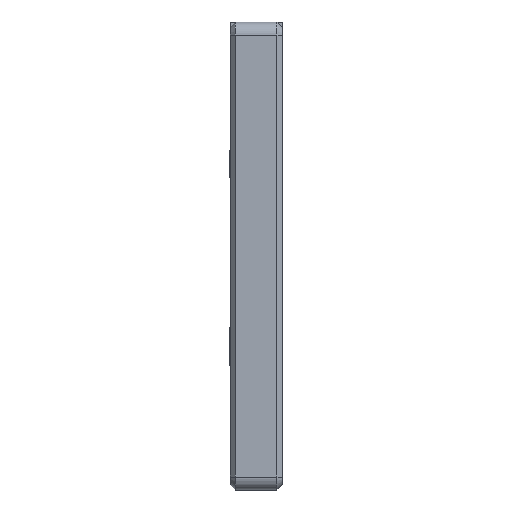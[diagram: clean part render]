
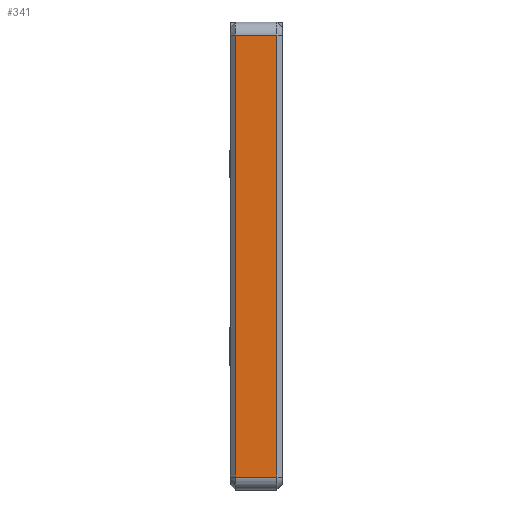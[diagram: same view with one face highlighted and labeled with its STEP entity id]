
A CAD part, left-side view. The second image highlights one B-rep face of the part: STEP entity #341.
In plain terms, the highlighted planar face has unit normal (-1, 0, 0).
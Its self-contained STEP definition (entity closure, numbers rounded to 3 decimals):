
#125 = VECTOR ( 'NONE', #5399, 1000. ) ;
#341 = ADVANCED_FACE ( 'NONE', ( #15571 ), #20039, .F. ) ;
#458 = ORIENTED_EDGE ( 'NONE', *, *, #756, .T. ) ;
#686 = CARTESIAN_POINT ( 'NONE',  ( -9., 2., 8.5 ) ) ;
#756 = EDGE_CURVE ( 'NONE', #12720, #9366, #17958, .T. ) ;
#875 = EDGE_CURVE ( 'NONE', #8266, #8060, #2618, .T. ) ;
#1097 = DIRECTION ( 'NONE',  ( 0., 0., 1. ) ) ;
#2443 = CARTESIAN_POINT ( 'NONE',  ( -9., 1.8, -8.5 ) ) ;
#2618 = LINE ( 'NONE', #19667, #10431 ) ;
#3951 = DIRECTION ( 'NONE',  ( 0., 0., -1. ) ) ;
#5103 = VECTOR ( 'NONE', #5579, 1000. ) ;
#5399 = DIRECTION ( 'NONE',  ( 0., -1., 0. ) ) ;
#5579 = DIRECTION ( 'NONE',  ( 0., 1., 0. ) ) ;
#8060 = VERTEX_POINT ( 'NONE', #16804 ) ;
#8266 = VERTEX_POINT ( 'NONE', #13039 ) ;
#9363 = ORIENTED_EDGE ( 'NONE', *, *, #13112, .T. ) ;
#9366 = VERTEX_POINT ( 'NONE', #2443 ) ;
#10431 = VECTOR ( 'NONE', #1097, 1000. ) ;
#10786 = DIRECTION ( 'NONE',  ( 1., 0., 0. ) ) ;
#11520 = LINE ( 'NONE', #686, #5103 ) ;
#12432 = CARTESIAN_POINT ( 'NONE',  ( -9., 1.8, 8.5 ) ) ;
#12720 = VERTEX_POINT ( 'NONE', #12432 ) ;
#13039 = CARTESIAN_POINT ( 'NONE',  ( -9., 0.2, -8.5 ) ) ;
#13098 = LINE ( 'NONE', #19285, #125 ) ;
#13112 = EDGE_CURVE ( 'NONE', #9366, #8266, #13098, .T. ) ;
#14576 = ORIENTED_EDGE ( 'NONE', *, *, #875, .T. ) ;
#14826 = CARTESIAN_POINT ( 'NONE',  ( -9., 1.8, -8.5 ) ) ;
#14931 = AXIS2_PLACEMENT_3D ( 'NONE', #17377, #10786, #18917 ) ;
#15568 = EDGE_LOOP ( 'NONE', ( #9363, #14576, #17278, #458 ) ) ;
#15571 = FACE_OUTER_BOUND ( 'NONE', #15568, .T. ) ;
#16243 = VECTOR ( 'NONE', #3951, 1000. ) ;
#16804 = CARTESIAN_POINT ( 'NONE',  ( -9., 0.2, 8.5 ) ) ;
#17278 = ORIENTED_EDGE ( 'NONE', *, *, #17474, .T. ) ;
#17377 = CARTESIAN_POINT ( 'NONE',  ( -9., 2., 9. ) ) ;
#17474 = EDGE_CURVE ( 'NONE', #8060, #12720, #11520, .T. ) ;
#17958 = LINE ( 'NONE', #14826, #16243 ) ;
#18917 = DIRECTION ( 'NONE',  ( 0., 0., -1. ) ) ;
#19285 = CARTESIAN_POINT ( 'NONE',  ( -9., 2., -8.5 ) ) ;
#19667 = CARTESIAN_POINT ( 'NONE',  ( -9., 0.2, 9. ) ) ;
#20039 = PLANE ( 'NONE',  #14931 ) ;
